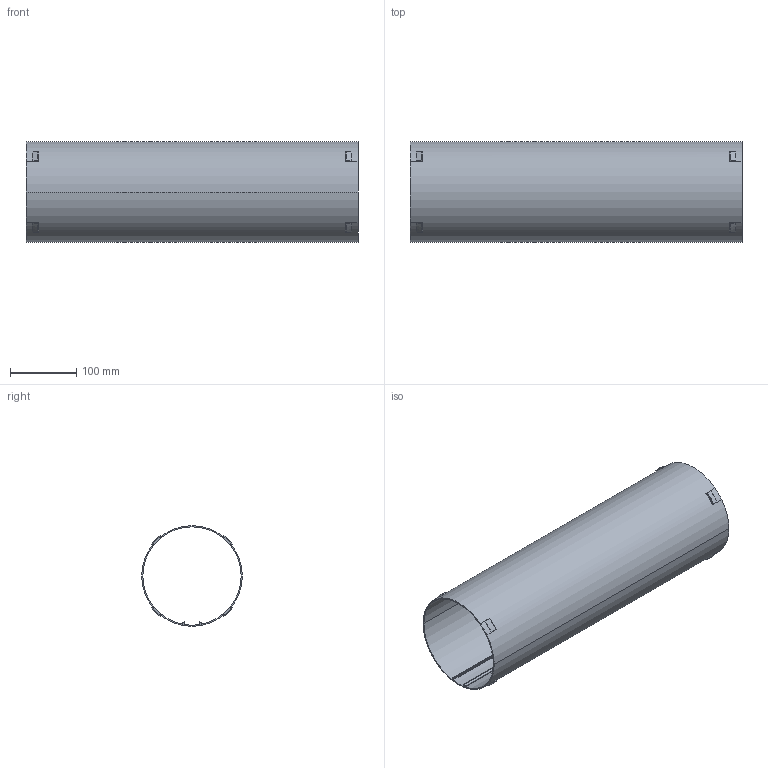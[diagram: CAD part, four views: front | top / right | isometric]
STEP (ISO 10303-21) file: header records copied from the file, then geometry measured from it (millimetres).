
FILE_DESCRIPTION(('STEP AP214'),'1');
FILE_NAME('4051022 P-RRO 150 Rundrohr 500.STP','2023-03-28T10:50:39',(' '),(' '),'Spatial InterOp 3D',' ',' ');
FILE_SCHEMA(('AUTOMOTIVE_DESIGN { 1 0 10303 214 1 1 1 1 }'));
Length unit declared in the file: millimetre
Products named in the file (1): Hauptkörper
Bounding box: 500 x 151.6 x 151.6 mm (x, y, z)
Surface area: 480191.2 mm2 (no closed solid volume)
Topology: 0 solids, 9 shells, 134 faces, 348 edges, 232 vertices
Faces by surface type: plane 40, cone 32, cylinder 30, torus 24, bspline 8
Entity records: 9426 total; most frequent: CARTESIAN_POINT 6352, ORIENTED_EDGE 696, DIRECTION 548, EDGE_CURVE 348, VERTEX_POINT 232, AXIS2_PLACEMENT_3D 220, B_SPLINE_CURVE_WITH_KNOTS 148, FACE_BOUND 136
